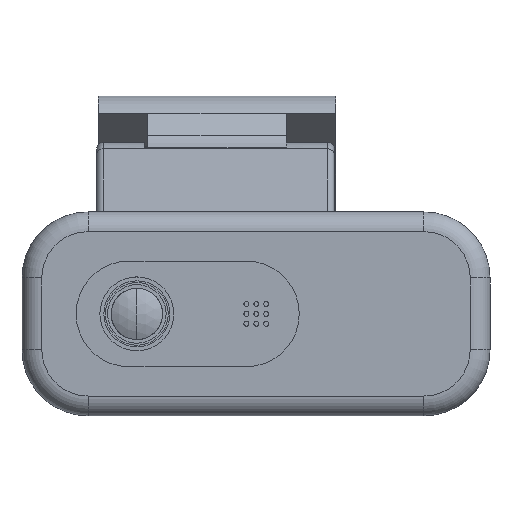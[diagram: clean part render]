
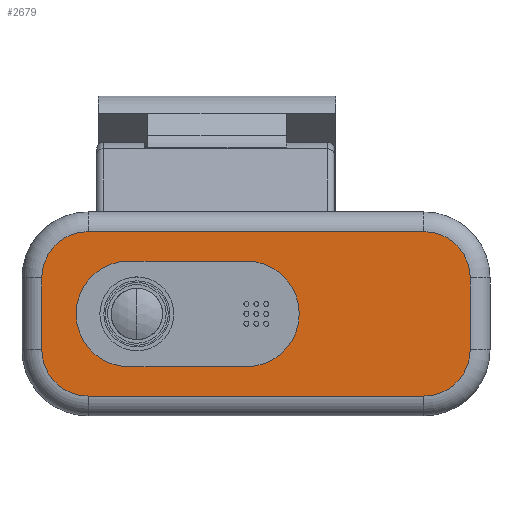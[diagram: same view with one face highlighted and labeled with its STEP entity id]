
A CAD part, top view. The second image highlights one B-rep face of the part: STEP entity #2679.
In plain terms, the highlighted planar face has unit normal (0, 0, 1).
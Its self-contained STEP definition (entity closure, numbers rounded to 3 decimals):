
#26 = CARTESIAN_POINT ( 'NONE',  ( -25.45, 5.45, 1.5 ) ) ;
#34 = EDGE_CURVE ( 'NONE', #415, #8769, #9835, .T. ) ;
#90 = EDGE_CURVE ( 'NONE', #8769, #6275, #9690, .T. ) ;
#271 = CARTESIAN_POINT ( 'NONE',  ( -32.45, -5.45, 1.5 ) ) ;
#305 = VECTOR ( 'NONE', #9372, 1000. ) ;
#415 = VERTEX_POINT ( 'NONE', #2964 ) ;
#536 = ORIENTED_EDGE ( 'NONE', *, *, #1657, .F. ) ;
#653 = LINE ( 'NONE', #8788, #10769 ) ;
#737 = CIRCLE ( 'NONE', #8509, 7. ) ;
#916 = VECTOR ( 'NONE', #7517, 1000. ) ;
#932 = LINE ( 'NONE', #6790, #8157 ) ;
#1042 = DIRECTION ( 'NONE',  ( 0., 0., 1. ) ) ;
#1071 = CARTESIAN_POINT ( 'NONE',  ( -1.45, 0., 1.5 ) ) ;
#1249 = CARTESIAN_POINT ( 'NONE',  ( -25.45, -5.45, 1.5 ) ) ;
#1304 = EDGE_CURVE ( 'NONE', #6643, #4993, #3931, .T. ) ;
#1566 = VERTEX_POINT ( 'NONE', #1569 ) ;
#1569 = CARTESIAN_POINT ( 'NONE',  ( -19.25, 8., 1.5 ) ) ;
#1657 = EDGE_CURVE ( 'NONE', #1566, #2324, #3650, .T. ) ;
#1820 = FACE_BOUND ( 'NONE', #2153, .T. ) ;
#2021 = CARTESIAN_POINT ( 'NONE',  ( -32.45, -5.45, 1.5 ) ) ;
#2128 = AXIS2_PLACEMENT_3D ( 'NONE', #26, #1042, #7939 ) ;
#2141 = CARTESIAN_POINT ( 'NONE',  ( -25.45, -12.45, 1.5 ) ) ;
#2151 = PLANE ( 'NONE',  #3847 ) ;
#2153 = EDGE_LOOP ( 'NONE', ( #536, #8860, #3751, #8525, #7352 ) ) ;
#2324 = VERTEX_POINT ( 'NONE', #8133 ) ;
#2679 = ADVANCED_FACE ( 'NONE', ( #1820, #6923 ), #2151, .T. ) ;
#2788 = ORIENTED_EDGE ( 'NONE', *, *, #1304, .T. ) ;
#2854 = DIRECTION ( 'NONE',  ( 1., 0., 0. ) ) ;
#2867 = EDGE_CURVE ( 'NONE', #9710, #6413, #737, .T. ) ;
#2964 = CARTESIAN_POINT ( 'NONE',  ( -1.45, -8., 1.5 ) ) ;
#3017 = ORIENTED_EDGE ( 'NONE', *, *, #10759, .T. ) ;
#3031 = DIRECTION ( 'NONE',  ( -1., 0., 0. ) ) ;
#3302 = LINE ( 'NONE', #7299, #10432 ) ;
#3521 = DIRECTION ( 'NONE',  ( 1., 0., 0. ) ) ;
#3635 = EDGE_CURVE ( 'NONE', #4251, #9710, #5170, .T. ) ;
#3650 = CIRCLE ( 'NONE', #9500, 8. ) ;
#3733 = AXIS2_PLACEMENT_3D ( 'NONE', #1071, #7688, #3521 ) ;
#3747 = VERTEX_POINT ( 'NONE', #5544 ) ;
#3751 = ORIENTED_EDGE ( 'NONE', *, *, #90, .F. ) ;
#3847 = AXIS2_PLACEMENT_3D ( 'NONE', #1249, #4504, #8727 ) ;
#3931 = CIRCLE ( 'NONE', #4173, 7. ) ;
#4054 = CARTESIAN_POINT ( 'NONE',  ( 32.45, -5.45, 1.5 ) ) ;
#4173 = AXIS2_PLACEMENT_3D ( 'NONE', #6185, #7876, #7122 ) ;
#4251 = VERTEX_POINT ( 'NONE', #2141 ) ;
#4302 = CARTESIAN_POINT ( 'NONE',  ( 25.45, -12.45, 1.5 ) ) ;
#4425 = EDGE_CURVE ( 'NONE', #4993, #3747, #653, .T. ) ;
#4504 = DIRECTION ( 'NONE',  ( 0., 0., 1. ) ) ;
#4723 = LINE ( 'NONE', #6004, #305 ) ;
#4903 = EDGE_CURVE ( 'NONE', #3747, #7137, #8847, .T. ) ;
#4993 = VERTEX_POINT ( 'NONE', #8122 ) ;
#5015 = EDGE_CURVE ( 'NONE', #6275, #1566, #3302, .T. ) ;
#5142 = CARTESIAN_POINT ( 'NONE',  ( 32.45, 5.45, 1.5 ) ) ;
#5170 = LINE ( 'NONE', #6767, #916 ) ;
#5299 = CARTESIAN_POINT ( 'NONE',  ( 25.45, -5.45, 1.5 ) ) ;
#5544 = CARTESIAN_POINT ( 'NONE',  ( -25.45, 12.45, 1.5 ) ) ;
#5734 = CARTESIAN_POINT ( 'NONE',  ( 6.55, 0., 1.5 ) ) ;
#6004 = CARTESIAN_POINT ( 'NONE',  ( -19.25, -8., 1.5 ) ) ;
#6049 = DIRECTION ( 'NONE',  ( 0., -1., 0. ) ) ;
#6185 = CARTESIAN_POINT ( 'NONE',  ( 25.45, 5.45, 1.5 ) ) ;
#6197 = EDGE_CURVE ( 'NONE', #6413, #6643, #932, .T. ) ;
#6254 = DIRECTION ( 'NONE',  ( -1., 0., 0. ) ) ;
#6275 = VERTEX_POINT ( 'NONE', #10550 ) ;
#6413 = VERTEX_POINT ( 'NONE', #4054 ) ;
#6524 = ORIENTED_EDGE ( 'NONE', *, *, #4425, .T. ) ;
#6643 = VERTEX_POINT ( 'NONE', #5142 ) ;
#6691 = ORIENTED_EDGE ( 'NONE', *, *, #6197, .T. ) ;
#6707 = ORIENTED_EDGE ( 'NONE', *, *, #9941, .T. ) ;
#6767 = CARTESIAN_POINT ( 'NONE',  ( 25.45, -12.45, 1.5 ) ) ;
#6776 = EDGE_CURVE ( 'NONE', #2324, #415, #4723, .T. ) ;
#6790 = CARTESIAN_POINT ( 'NONE',  ( 32.45, 5.45, 1.5 ) ) ;
#6838 = DIRECTION ( 'NONE',  ( 1., 0., 0. ) ) ;
#6923 = FACE_OUTER_BOUND ( 'NONE', #10074, .T. ) ;
#6996 = LINE ( 'NONE', #271, #7127 ) ;
#7122 = DIRECTION ( 'NONE',  ( 1., 0., 0. ) ) ;
#7127 = VECTOR ( 'NONE', #6049, 1000. ) ;
#7137 = VERTEX_POINT ( 'NONE', #10611 ) ;
#7299 = CARTESIAN_POINT ( 'NONE',  ( -19.25, 8., 1.5 ) ) ;
#7352 = ORIENTED_EDGE ( 'NONE', *, *, #6776, .F. ) ;
#7517 = DIRECTION ( 'NONE',  ( 1., 0., 0. ) ) ;
#7688 = DIRECTION ( 'NONE',  ( 0., 0., 1. ) ) ;
#7802 = DIRECTION ( 'NONE',  ( 0., 0., 1. ) ) ;
#7876 = DIRECTION ( 'NONE',  ( 0., 0., 1. ) ) ;
#7939 = DIRECTION ( 'NONE',  ( 1., 0., 0. ) ) ;
#8122 = CARTESIAN_POINT ( 'NONE',  ( 25.45, 12.45, 1.5 ) ) ;
#8133 = CARTESIAN_POINT ( 'NONE',  ( -19.25, -8., 1.5 ) ) ;
#8157 = VECTOR ( 'NONE', #9366, 1000. ) ;
#8332 = CARTESIAN_POINT ( 'NONE',  ( -25.45, -5.45, 1.5 ) ) ;
#8509 = AXIS2_PLACEMENT_3D ( 'NONE', #5299, #7802, #8750 ) ;
#8525 = ORIENTED_EDGE ( 'NONE', *, *, #34, .F. ) ;
#8543 = DIRECTION ( 'NONE',  ( 0., 0., 1. ) ) ;
#8727 = DIRECTION ( 'NONE',  ( 1., 0., 0. ) ) ;
#8750 = DIRECTION ( 'NONE',  ( 1., 0., 0. ) ) ;
#8769 = VERTEX_POINT ( 'NONE', #5734 ) ;
#8788 = CARTESIAN_POINT ( 'NONE',  ( -25.45, 12.45, 1.5 ) ) ;
#8847 = CIRCLE ( 'NONE', #2128, 7. ) ;
#8860 = ORIENTED_EDGE ( 'NONE', *, *, #5015, .F. ) ;
#8886 = ORIENTED_EDGE ( 'NONE', *, *, #4903, .T. ) ;
#8908 = AXIS2_PLACEMENT_3D ( 'NONE', #9475, #8543, #6838 ) ;
#8951 = VERTEX_POINT ( 'NONE', #2021 ) ;
#9078 = DIRECTION ( 'NONE',  ( 1., 0., 0. ) ) ;
#9110 = CIRCLE ( 'NONE', #10086, 7. ) ;
#9366 = DIRECTION ( 'NONE',  ( 0., 1., 0. ) ) ;
#9372 = DIRECTION ( 'NONE',  ( 1., 0., 0. ) ) ;
#9475 = CARTESIAN_POINT ( 'NONE',  ( -1.45, 0., 1.5 ) ) ;
#9500 = AXIS2_PLACEMENT_3D ( 'NONE', #9613, #10450, #2854 ) ;
#9613 = CARTESIAN_POINT ( 'NONE',  ( -19.25, 0., 1.5 ) ) ;
#9614 = ORIENTED_EDGE ( 'NONE', *, *, #2867, .T. ) ;
#9690 = CIRCLE ( 'NONE', #3733, 8. ) ;
#9710 = VERTEX_POINT ( 'NONE', #4302 ) ;
#9740 = ORIENTED_EDGE ( 'NONE', *, *, #3635, .T. ) ;
#9835 = CIRCLE ( 'NONE', #8908, 8. ) ;
#9941 = EDGE_CURVE ( 'NONE', #8951, #4251, #9110, .T. ) ;
#10069 = DIRECTION ( 'NONE',  ( 0., 0., 1. ) ) ;
#10074 = EDGE_LOOP ( 'NONE', ( #6691, #2788, #6524, #8886, #3017, #6707, #9740, #9614 ) ) ;
#10086 = AXIS2_PLACEMENT_3D ( 'NONE', #8332, #10069, #9078 ) ;
#10432 = VECTOR ( 'NONE', #3031, 1000. ) ;
#10450 = DIRECTION ( 'NONE',  ( 0., 0., 1. ) ) ;
#10550 = CARTESIAN_POINT ( 'NONE',  ( -1.45, 8., 1.5 ) ) ;
#10611 = CARTESIAN_POINT ( 'NONE',  ( -32.45, 5.45, 1.5 ) ) ;
#10759 = EDGE_CURVE ( 'NONE', #7137, #8951, #6996, .T. ) ;
#10769 = VECTOR ( 'NONE', #6254, 1000. ) ;
